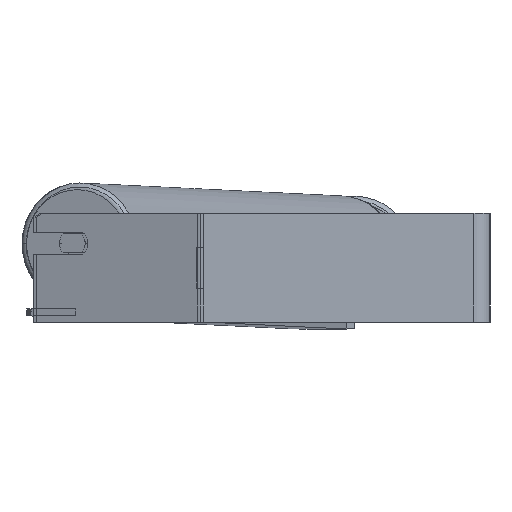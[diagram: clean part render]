
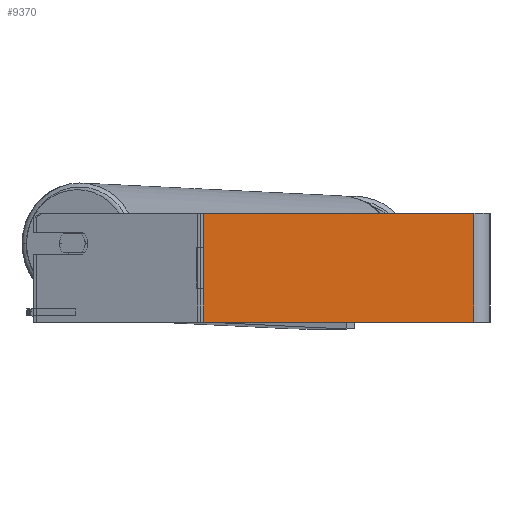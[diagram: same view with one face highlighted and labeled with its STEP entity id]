
A CAD part, left-side view. The second image highlights one B-rep face of the part: STEP entity #9370.
In plain terms, the highlighted planar face has unit normal (-1, 0, 0).
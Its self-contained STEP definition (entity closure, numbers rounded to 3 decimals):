
#204 = ORIENTED_EDGE ( 'NONE', *, *, #7826, .T. ) ;
#334 = DIRECTION ( 'NONE',  ( 0., -1., 0. ) ) ;
#709 = LINE ( 'NONE', #1370, #2293 ) ;
#755 = DIRECTION ( 'NONE',  ( 0., 0., -1. ) ) ;
#772 = VERTEX_POINT ( 'NONE', #5957 ) ;
#1370 = CARTESIAN_POINT ( 'NONE',  ( -900., 210.733, 40. ) ) ;
#1550 = FACE_OUTER_BOUND ( 'NONE', #8766, .T. ) ;
#1651 = CARTESIAN_POINT ( 'NONE',  ( -900., 212.848, 40. ) ) ;
#1989 = VECTOR ( 'NONE', #3871, 1000. ) ;
#2293 = VECTOR ( 'NONE', #755, 1000. ) ;
#2609 = AXIS2_PLACEMENT_3D ( 'NONE', #8567, #4955, #3523 ) ;
#2805 = EDGE_CURVE ( 'NONE', #3994, #4821, #9210, .T. ) ;
#3068 = LINE ( 'NONE', #1651, #1989 ) ;
#3523 = DIRECTION ( 'NONE',  ( 0., 0., -1. ) ) ;
#3871 = DIRECTION ( 'NONE',  ( 0., -1., 0. ) ) ;
#3882 = VECTOR ( 'NONE', #4794, 1000. ) ;
#3927 = LINE ( 'NONE', #6838, #6347 ) ;
#3994 = VERTEX_POINT ( 'NONE', #6811 ) ;
#4247 = PLANE ( 'NONE',  #2609 ) ;
#4415 = CARTESIAN_POINT ( 'NONE',  ( -900., 12., -40. ) ) ;
#4691 = ORIENTED_EDGE ( 'NONE', *, *, #8677, .F. ) ;
#4794 = DIRECTION ( 'NONE',  ( 0., 0., -1. ) ) ;
#4821 = VERTEX_POINT ( 'NONE', #4415 ) ;
#4946 = EDGE_CURVE ( 'NONE', #772, #4821, #3927, .T. ) ;
#4955 = DIRECTION ( 'NONE',  ( 1., 0., 0. ) ) ;
#5428 = ORIENTED_EDGE ( 'NONE', *, *, #4946, .T. ) ;
#5957 = CARTESIAN_POINT ( 'NONE',  ( -900., 210.733, -40. ) ) ;
#6347 = VECTOR ( 'NONE', #334, 1000. ) ;
#6811 = CARTESIAN_POINT ( 'NONE',  ( -900., 12., 40. ) ) ;
#6838 = CARTESIAN_POINT ( 'NONE',  ( -900., 212.848, -40. ) ) ;
#7027 = CARTESIAN_POINT ( 'NONE',  ( -900., 210.733, 40. ) ) ;
#7798 = ORIENTED_EDGE ( 'NONE', *, *, #2805, .F. ) ;
#7826 = EDGE_CURVE ( 'NONE', #8467, #772, #709, .T. ) ;
#8467 = VERTEX_POINT ( 'NONE', #7027 ) ;
#8513 = CARTESIAN_POINT ( 'NONE',  ( -900., 12., 40. ) ) ;
#8567 = CARTESIAN_POINT ( 'NONE',  ( -900., 212.848, 40. ) ) ;
#8677 = EDGE_CURVE ( 'NONE', #8467, #3994, #3068, .T. ) ;
#8766 = EDGE_LOOP ( 'NONE', ( #5428, #7798, #4691, #204 ) ) ;
#9210 = LINE ( 'NONE', #8513, #3882 ) ;
#9370 = ADVANCED_FACE ( 'NONE', ( #1550 ), #4247, .F. ) ;
